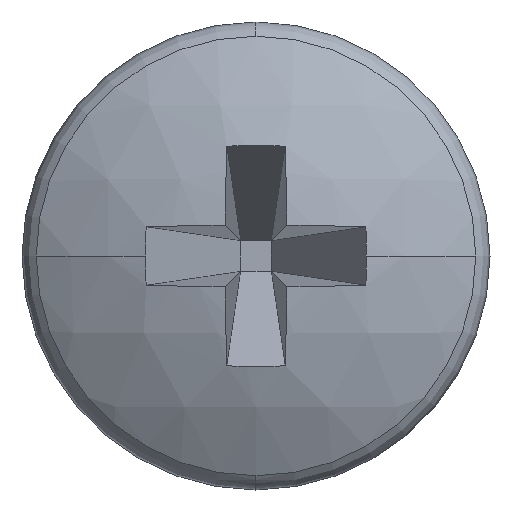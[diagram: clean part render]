
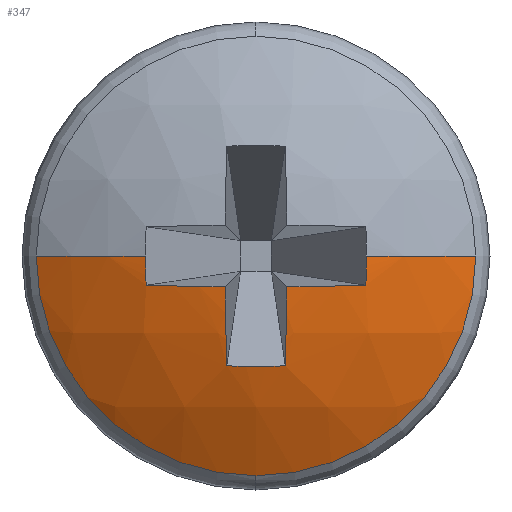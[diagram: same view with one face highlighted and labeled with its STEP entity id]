
A CAD part, left-side view. The second image highlights one B-rep face of the part: STEP entity #347.
In plain terms, the highlighted spherical face has radius 5 mm.
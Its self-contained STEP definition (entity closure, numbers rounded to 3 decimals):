
#3 = CARTESIAN_POINT ( 'NONE',  ( 0.027, -0.367, -0.367 ) ) ;
#7 = AXIS2_PLACEMENT_3D ( 'NONE', #251, #463, #627 ) ;
#21 = CIRCLE ( 'NONE', #262, 2.629 ) ;
#28 = VERTEX_POINT ( 'NONE', #550 ) ;
#47 = CARTESIAN_POINT ( 'NONE',  ( 4.984, 0., 0.154 ) ) ;
#52 = ORIENTED_EDGE ( 'NONE', *, *, #258, .T. ) ;
#58 = ORIENTED_EDGE ( 'NONE', *, *, #198, .T. ) ;
#72 = CIRCLE ( 'NONE', #404, 5. ) ;
#75 = CARTESIAN_POINT ( 'NONE',  ( 0.747, 2.629, 0. ) ) ;
#78 = CIRCLE ( 'NONE', #362, 4.687 ) ;
#82 = AXIS2_PLACEMENT_3D ( 'NONE', #47, #264, #485 ) ;
#85 = CARTESIAN_POINT ( 'NONE',  ( 0.747, -2.629, 0. ) ) ;
#88 = FACE_OUTER_BOUND ( 'NONE', #697, .T. ) ;
#99 = VERTEX_POINT ( 'NONE', #220 ) ;
#102 = DIRECTION ( 'NONE',  ( -0.812, 0.584, 0. ) ) ;
#121 = AXIS2_PLACEMENT_3D ( 'NONE', #408, #186, #474 ) ;
#130 = EDGE_CURVE ( 'NONE', #256, #481, #609, .T. ) ;
#142 = DIRECTION ( 'NONE',  ( 0.584, 0., -0.812 ) ) ;
#161 = ORIENTED_EDGE ( 'NONE', *, *, #649, .T. ) ;
#164 = AXIS2_PLACEMENT_3D ( 'NONE', #335, #283, #218 ) ;
#182 = CIRCLE ( 'NONE', #164, 5. ) ;
#183 = CARTESIAN_POINT ( 'NONE',  ( 0.189, -1.314, -0.35 ) ) ;
#186 = DIRECTION ( 'NONE',  ( 0.584, -0.812, 0. ) ) ;
#189 = CARTESIAN_POINT ( 'NONE',  ( 0.189, -0.35, -1.314 ) ) ;
#198 = EDGE_CURVE ( 'NONE', #594, #407, #396, .T. ) ;
#211 = DIRECTION ( 'NONE',  ( -0.105, 0., 0.995 ) ) ;
#218 = DIRECTION ( 'NONE',  ( 0., 1., 0. ) ) ;
#220 = CARTESIAN_POINT ( 'NONE',  ( 0.747, 0., -2.629 ) ) ;
#224 = CARTESIAN_POINT ( 'NONE',  ( 5., 0., 0. ) ) ;
#238 = EDGE_CURVE ( 'NONE', #28, #384, #365, .T. ) ;
#243 = CIRCLE ( 'NONE', #121, 4.687 ) ;
#247 = CARTESIAN_POINT ( 'NONE',  ( 3.984, 0., 1.414 ) ) ;
#250 = DIRECTION ( 'NONE',  ( 0.995, 0., 0.105 ) ) ;
#251 = CARTESIAN_POINT ( 'NONE',  ( 5., 0., 0. ) ) ;
#256 = VERTEX_POINT ( 'NONE', #3 ) ;
#258 = EDGE_CURVE ( 'NONE', #587, #323, #182, .T. ) ;
#262 = AXIS2_PLACEMENT_3D ( 'NONE', #372, #637, #306 ) ;
#264 = DIRECTION ( 'NONE',  ( -0.105, 0., 0.995 ) ) ;
#273 = ORIENTED_EDGE ( 'NONE', *, *, #465, .F. ) ;
#283 = DIRECTION ( 'NONE',  ( 0., 0., -1. ) ) ;
#302 = EDGE_CURVE ( 'NONE', #553, #407, #72, .T. ) ;
#306 = DIRECTION ( 'NONE',  ( 0., 0., 1. ) ) ;
#312 = ORIENTED_EDGE ( 'NONE', *, *, #597, .T. ) ;
#315 = EDGE_CURVE ( 'NONE', #594, #28, #588, .T. ) ;
#323 = VERTEX_POINT ( 'NONE', #354 ) ;
#332 = EDGE_CURVE ( 'NONE', #553, #99, #345, .T. ) ;
#335 = CARTESIAN_POINT ( 'NONE',  ( 5., 0., 0. ) ) ;
#345 = CIRCLE ( 'NONE', #680, 2.629 ) ;
#347 = ADVANCED_FACE ( 'NONE', ( #88 ), #418, .T. ) ;
#354 = CARTESIAN_POINT ( 'NONE',  ( 0.178, -1.322, 0. ) ) ;
#356 = AXIS2_PLACEMENT_3D ( 'NONE', #547, #598, #102 ) ;
#362 = AXIS2_PLACEMENT_3D ( 'NONE', #247, #142, #363 ) ;
#363 = DIRECTION ( 'NONE',  ( -0.812, 0., -0.584 ) ) ;
#365 = CIRCLE ( 'NONE', #382, 4.998 ) ;
#372 = CARTESIAN_POINT ( 'NONE',  ( 0.747, 0., 0. ) ) ;
#382 = AXIS2_PLACEMENT_3D ( 'NONE', #612, #446, #489 ) ;
#384 = VERTEX_POINT ( 'NONE', #684 ) ;
#392 = DIRECTION ( 'NONE',  ( 1., 0., 0. ) ) ;
#396 = CIRCLE ( 'NONE', #356, 4.687 ) ;
#403 = DIRECTION ( 'NONE',  ( -0.105, 0.995, 0. ) ) ;
#404 = AXIS2_PLACEMENT_3D ( 'NONE', #224, #449, #392 ) ;
#405 = EDGE_CURVE ( 'NONE', #323, #481, #243, .T. ) ;
#407 = VERTEX_POINT ( 'NONE', #575 ) ;
#408 = CARTESIAN_POINT ( 'NONE',  ( 3.984, 1.414, 0. ) ) ;
#410 = ORIENTED_EDGE ( 'NONE', *, *, #405, .T. ) ;
#418 = SPHERICAL_SURFACE ( 'NONE', #7, 5. ) ;
#430 = ORIENTED_EDGE ( 'NONE', *, *, #130, .F. ) ;
#438 = CIRCLE ( 'NONE', #496, 4.998 ) ;
#446 = DIRECTION ( 'NONE',  ( -0.105, -0.995, 0. ) ) ;
#449 = DIRECTION ( 'NONE',  ( 0., 0., 1. ) ) ;
#459 = CARTESIAN_POINT ( 'NONE',  ( 4.984, 0.154, 0. ) ) ;
#463 = DIRECTION ( 'NONE',  ( 0., 0., -1. ) ) ;
#465 = EDGE_CURVE ( 'NONE', #689, #256, #438, .T. ) ;
#466 = DIRECTION ( 'NONE',  ( 0., 0., 1. ) ) ;
#474 = DIRECTION ( 'NONE',  ( 0.812, 0.584, 0. ) ) ;
#481 = VERTEX_POINT ( 'NONE', #183 ) ;
#485 = DIRECTION ( 'NONE',  ( 0.995, 0., 0.105 ) ) ;
#489 = DIRECTION ( 'NONE',  ( 0.995, -0.105, 0. ) ) ;
#496 = AXIS2_PLACEMENT_3D ( 'NONE', #459, #403, #676 ) ;
#540 = CARTESIAN_POINT ( 'NONE',  ( 0.189, 1.314, -0.35 ) ) ;
#542 = CARTESIAN_POINT ( 'NONE',  ( 4.984, 0., 0.154 ) ) ;
#547 = CARTESIAN_POINT ( 'NONE',  ( 3.984, -1.414, 0. ) ) ;
#548 = ORIENTED_EDGE ( 'NONE', *, *, #315, .F. ) ;
#550 = CARTESIAN_POINT ( 'NONE',  ( 0.027, 0.367, -0.367 ) ) ;
#553 = VERTEX_POINT ( 'NONE', #75 ) ;
#575 = CARTESIAN_POINT ( 'NONE',  ( 0.178, 1.322, 0. ) ) ;
#587 = VERTEX_POINT ( 'NONE', #85 ) ;
#588 = CIRCLE ( 'NONE', #661, 4.998 ) ;
#594 = VERTEX_POINT ( 'NONE', #540 ) ;
#597 = EDGE_CURVE ( 'NONE', #689, #384, #78, .T. ) ;
#598 = DIRECTION ( 'NONE',  ( 0.584, 0.812, 0. ) ) ;
#601 = ORIENTED_EDGE ( 'NONE', *, *, #332, .T. ) ;
#609 = CIRCLE ( 'NONE', #82, 4.998 ) ;
#612 = CARTESIAN_POINT ( 'NONE',  ( 4.984, -0.154, 0. ) ) ;
#627 = DIRECTION ( 'NONE',  ( 0., 1., 0. ) ) ;
#630 = DIRECTION ( 'NONE',  ( -1., 0., 0. ) ) ;
#637 = DIRECTION ( 'NONE',  ( -1., 0., 0. ) ) ;
#649 = EDGE_CURVE ( 'NONE', #99, #587, #21, .T. ) ;
#661 = AXIS2_PLACEMENT_3D ( 'NONE', #542, #211, #250 ) ;
#676 = DIRECTION ( 'NONE',  ( -0.995, -0.105, 0. ) ) ;
#680 = AXIS2_PLACEMENT_3D ( 'NONE', #694, #630, #466 ) ;
#684 = CARTESIAN_POINT ( 'NONE',  ( 0.189, 0.35, -1.314 ) ) ;
#689 = VERTEX_POINT ( 'NONE', #189 ) ;
#694 = CARTESIAN_POINT ( 'NONE',  ( 0.747, 0., 0. ) ) ;
#696 = ORIENTED_EDGE ( 'NONE', *, *, #302, .F. ) ;
#697 = EDGE_LOOP ( 'NONE', ( #601, #161, #52, #410, #430, #273, #312, #705, #548, #58, #696 ) ) ;
#705 = ORIENTED_EDGE ( 'NONE', *, *, #238, .F. ) ;
